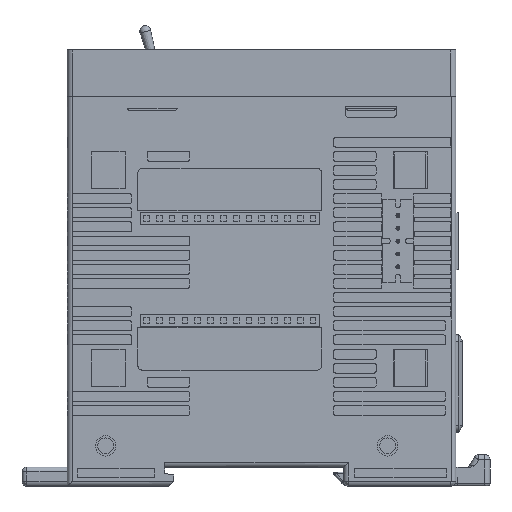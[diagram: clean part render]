
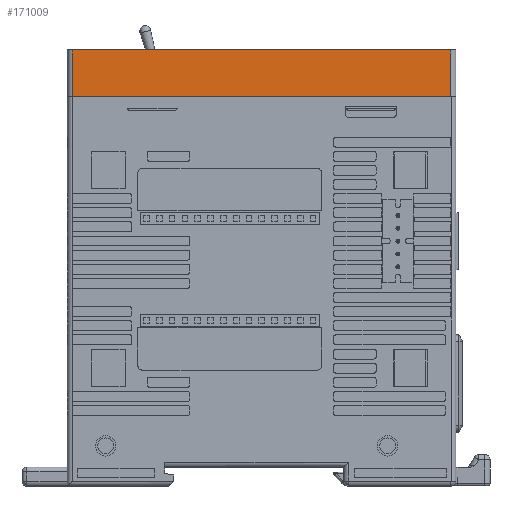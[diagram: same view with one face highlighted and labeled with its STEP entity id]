
A CAD part, left-side view. The second image highlights one B-rep face of the part: STEP entity #171009.
In plain terms, the highlighted planar face has unit normal (-1, 0, 0).
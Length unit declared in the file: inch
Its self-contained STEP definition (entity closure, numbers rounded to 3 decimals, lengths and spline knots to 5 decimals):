
#680 = DIRECTION ( 'NONE',  ( 0., 0., -1. ) ) ;
#2383 = CARTESIAN_POINT ( 'NONE',  ( -0.45375, 1.41732, 3.25638 ) ) ;
#6309 = EDGE_LOOP ( 'NONE', ( #93381, #17798, #81107, #121600 ) ) ;
#8187 = VERTEX_POINT ( 'NONE', #2383 ) ;
#9071 = EDGE_CURVE ( 'NONE', #114216, #125409, #102344, .T. ) ;
#11683 = VECTOR ( 'NONE', #94580, 39.37008 ) ;
#15956 = DIRECTION ( 'NONE',  ( 0., 0., -1. ) ) ;
#17798 = ORIENTED_EDGE ( 'NONE', *, *, #164111, .F. ) ;
#27916 = CARTESIAN_POINT ( 'NONE',  ( -0.45375, -1.5748, 2.89122 ) ) ;
#31745 = LINE ( 'NONE', #89700, #106779 ) ;
#39436 = CARTESIAN_POINT ( 'NONE',  ( -0.45375, 1.41732, 3.24063 ) ) ;
#59693 = FACE_OUTER_BOUND ( 'NONE', #6309, .T. ) ;
#71638 = CARTESIAN_POINT ( 'NONE',  ( -0.45375, -1.53543, 2.89122 ) ) ;
#81107 = ORIENTED_EDGE ( 'NONE', *, *, #113641, .F. ) ;
#82735 = VECTOR ( 'NONE', #680, 39.37008 ) ;
#88812 = AXIS2_PLACEMENT_3D ( 'NONE', #176602, #117670, #15956 ) ;
#88930 = CARTESIAN_POINT ( 'NONE',  ( -0.45375, 1.41732, 2.89122 ) ) ;
#89700 = CARTESIAN_POINT ( 'NONE',  ( -0.45375, -1.5748, 3.25638 ) ) ;
#93381 = ORIENTED_EDGE ( 'NONE', *, *, #9071, .F. ) ;
#94580 = DIRECTION ( 'NONE',  ( 0., 0., 1. ) ) ;
#101696 = CARTESIAN_POINT ( 'NONE',  ( -0.45375, -1.53543, 3.25638 ) ) ;
#102344 = LINE ( 'NONE', #130909, #82735 ) ;
#106779 = VECTOR ( 'NONE', #147713, 39.37008 ) ;
#110719 = LINE ( 'NONE', #39436, #11683 ) ;
#113585 = VERTEX_POINT ( 'NONE', #88930 ) ;
#113641 = EDGE_CURVE ( 'NONE', #113585, #8187, #110719, .T. ) ;
#114216 = VERTEX_POINT ( 'NONE', #101696 ) ;
#117670 = DIRECTION ( 'NONE',  ( 1., 0., 0. ) ) ;
#118219 = EDGE_CURVE ( 'NONE', #125409, #113585, #142029, .T. ) ;
#121600 = ORIENTED_EDGE ( 'NONE', *, *, #118219, .F. ) ;
#125409 = VERTEX_POINT ( 'NONE', #71638 ) ;
#129154 = PLANE ( 'NONE',  #88812 ) ;
#130909 = CARTESIAN_POINT ( 'NONE',  ( -0.45375, -1.53543, 3.24063 ) ) ;
#131837 = VECTOR ( 'NONE', #170517, 39.37008 ) ;
#142029 = LINE ( 'NONE', #27916, #131837 ) ;
#147713 = DIRECTION ( 'NONE',  ( 0., -1., 0. ) ) ;
#164111 = EDGE_CURVE ( 'NONE', #8187, #114216, #31745, .T. ) ;
#170517 = DIRECTION ( 'NONE',  ( 0., 1., 0. ) ) ;
#171009 = ADVANCED_FACE ( 'NONE', ( #59693 ), #129154, .F. ) ;
#176602 = CARTESIAN_POINT ( 'NONE',  ( -0.45375, -1.5748, 3.24063 ) ) ;
